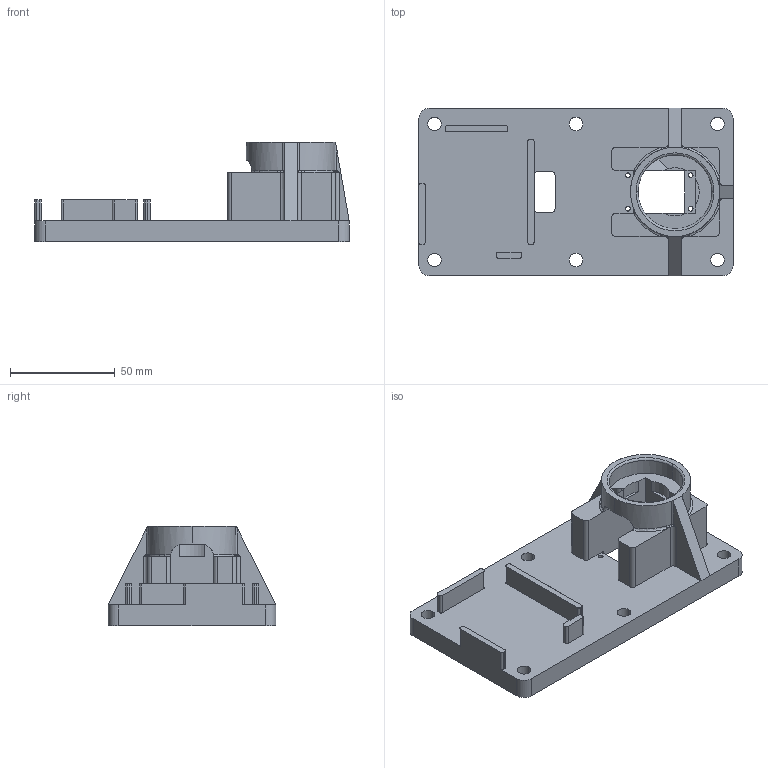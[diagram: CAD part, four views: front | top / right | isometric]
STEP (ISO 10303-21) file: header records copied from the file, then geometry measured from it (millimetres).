
FILE_DESCRIPTION (( 'STEP AP214' ), '1' );
FILE_NAME ('factr_teleop_franka_base.STEP', '2025-03-30T19:46:49', ( '' ), ( '' ), 'SwSTEP 2.0', 'SolidWorks 2024', '' );
FILE_SCHEMA (( 'AUTOMOTIVE_DESIGN' ));
Length unit declared in the file: millimetre
Products named in the file (1): factr_teleop_franka_base
Bounding box: 150 x 80 x 47.5 mm (x, y, z)
Volume: 152052.8 mm3; surface area: 42495.7 mm2
Topology: 1 solids, 1 shells, 187 faces, 524 edges, 332 vertices
Faces by surface type: cylinder 80, plane 71, bspline 24, torus 6, sphere 6
Entity records: 6466 total; most frequent: CARTESIAN_POINT 1615, ORIENTED_EDGE 1036, DIRECTION 1012, EDGE_CURVE 518, AXIS2_PLACEMENT_3D 371, VERTEX_POINT 332, VECTOR 270, LINE 270
